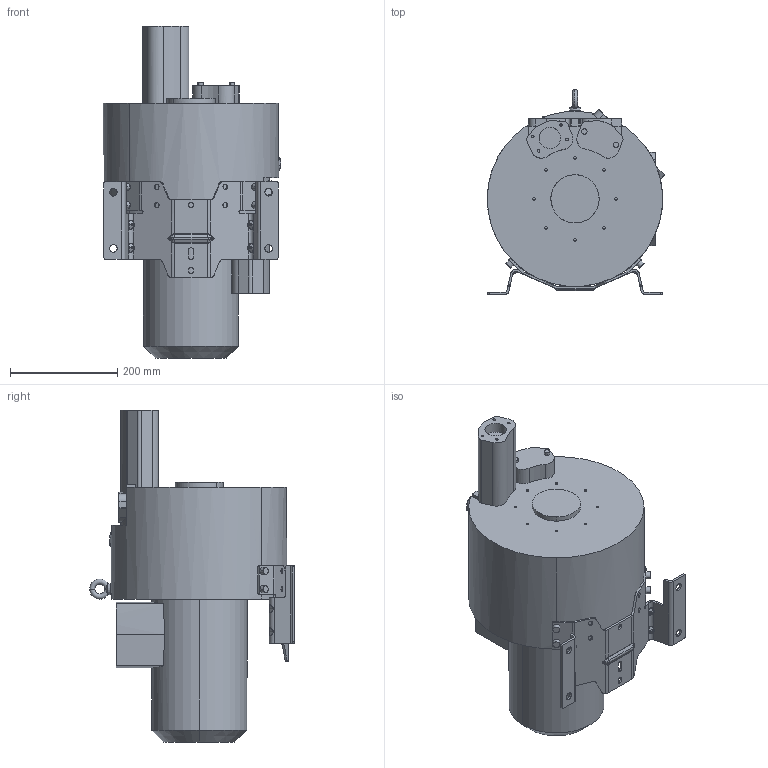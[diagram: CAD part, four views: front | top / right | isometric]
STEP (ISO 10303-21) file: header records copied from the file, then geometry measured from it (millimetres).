
FILE_DESCRIPTION (( 'STEP AP203' ), '1' );
FILE_NAME ('4RB330-0AQ56-1.STEP', '2025-05-26T01:16:48', ( '' ), ( '' ), 'SwSTEP 2.0', 'SolidWorks 2025', '' );
FILE_SCHEMA (( 'CONFIG_CONTROL_DESIGN' ));
Length unit declared in the file: millimetre
Products named in the file (1): 4RB330-0AQ56-1
Bounding box: 331.1 x 382.16 x 620.02 mm (x, y, z)
Volume: 26483878.7 mm3; surface area: 796382.4 mm2
Topology: 1 solids, 9 shells, 718 faces, 2064 edges, 1402 vertices
Faces by surface type: cylinder 321, plane 264, bspline 102, torus 18, sphere 7, cone 6
Entity records: 42316 total; most frequent: CARTESIAN_POINT 26126, ORIENTED_EDGE 4128, DIRECTION 2155, EDGE_CURVE 2064, VERTEX_POINT 1402, B_SPLINE_CURVE_WITH_KNOTS 1267, EDGE_LOOP 778, AXIS2_PLACEMENT_3D 772
